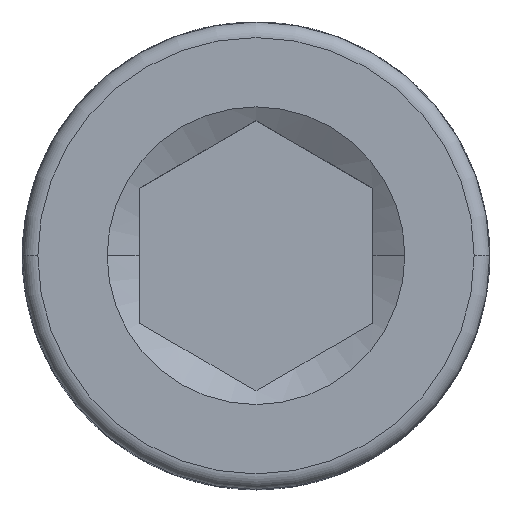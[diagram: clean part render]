
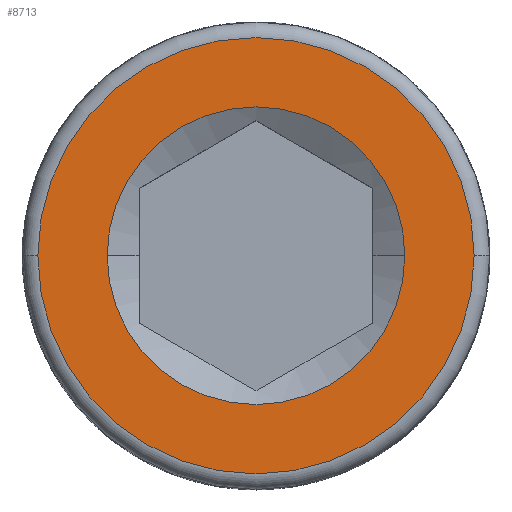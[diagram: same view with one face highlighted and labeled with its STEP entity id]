
A CAD part, top view. The second image highlights one B-rep face of the part: STEP entity #8713.
In plain terms, the highlighted planar face has unit normal (0, 0, 1).
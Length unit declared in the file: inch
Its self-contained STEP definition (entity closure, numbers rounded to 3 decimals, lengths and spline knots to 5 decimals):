
#914 = DIRECTION ( 'NONE',  ( -1., 0., 0. ) ) ;
#1050 = CARTESIAN_POINT ( 'NONE',  ( 0.175, 0., 0.375 ) ) ;
#1150 = AXIS2_PLACEMENT_3D ( 'NONE', #11913, #6676, #1190 ) ;
#1190 = DIRECTION ( 'NONE',  ( 1., 0., 0. ) ) ;
#1808 = VERTEX_POINT ( 'NONE', #8041 ) ;
#1998 = DIRECTION ( 'NONE',  ( 0., 0., -1. ) ) ;
#2017 = EDGE_CURVE ( 'NONE', #1808, #4278, #13919, .T. ) ;
#2058 = CARTESIAN_POINT ( 'NONE',  ( 0., 0., 0.375 ) ) ;
#3687 = FACE_OUTER_BOUND ( 'NONE', #10611, .T. ) ;
#4083 = AXIS2_PLACEMENT_3D ( 'NONE', #8265, #6211, #13685 ) ;
#4278 = VERTEX_POINT ( 'NONE', #7115 ) ;
#4384 = DIRECTION ( 'NONE',  ( 1., 0., 0. ) ) ;
#4620 = EDGE_LOOP ( 'NONE', ( #11038, #13501 ) ) ;
#4833 = VERTEX_POINT ( 'NONE', #5351 ) ;
#5326 = ORIENTED_EDGE ( 'NONE', *, *, #11285, .F. ) ;
#5341 = DIRECTION ( 'NONE',  ( -1., 0., 0. ) ) ;
#5351 = CARTESIAN_POINT ( 'NONE',  ( -0.175, 0., 0.375 ) ) ;
#5355 = DIRECTION ( 'NONE',  ( 0., 0., 1. ) ) ;
#6106 = CIRCLE ( 'NONE', #12103, 0.175 ) ;
#6211 = DIRECTION ( 'NONE',  ( 0., 0., 1. ) ) ;
#6676 = DIRECTION ( 'NONE',  ( 0., 0., 1. ) ) ;
#7115 = CARTESIAN_POINT ( 'NONE',  ( -0.11938, 0., 0.375 ) ) ;
#7256 = EDGE_CURVE ( 'NONE', #4278, #1808, #10219, .T. ) ;
#7657 = CARTESIAN_POINT ( 'NONE',  ( 0., 0., 0.375 ) ) ;
#8041 = CARTESIAN_POINT ( 'NONE',  ( 0.11938, 0., 0.375 ) ) ;
#8265 = CARTESIAN_POINT ( 'NONE',  ( 0., 0., 0.375 ) ) ;
#8713 = ADVANCED_FACE ( 'NONE', ( #8826, #3687 ), #9817, .T. ) ;
#8826 = FACE_BOUND ( 'NONE', #4620, .T. ) ;
#9430 = CIRCLE ( 'NONE', #10122, 0.175 ) ;
#9571 = VERTEX_POINT ( 'NONE', #1050 ) ;
#9582 = CARTESIAN_POINT ( 'NONE',  ( 0., 0., 0.375 ) ) ;
#9737 = DIRECTION ( 'NONE',  ( 0., 0., -1. ) ) ;
#9817 = PLANE ( 'NONE',  #1150 ) ;
#10122 = AXIS2_PLACEMENT_3D ( 'NONE', #2058, #9737, #914 ) ;
#10219 = CIRCLE ( 'NONE', #10829, 0.11938 ) ;
#10611 = EDGE_LOOP ( 'NONE', ( #5326, #13589 ) ) ;
#10829 = AXIS2_PLACEMENT_3D ( 'NONE', #7657, #5355, #4384 ) ;
#11038 = ORIENTED_EDGE ( 'NONE', *, *, #2017, .F. ) ;
#11285 = EDGE_CURVE ( 'NONE', #4833, #9571, #6106, .T. ) ;
#11913 = CARTESIAN_POINT ( 'NONE',  ( 0., 0.175, 0.375 ) ) ;
#12103 = AXIS2_PLACEMENT_3D ( 'NONE', #9582, #1998, #5341 ) ;
#13501 = ORIENTED_EDGE ( 'NONE', *, *, #7256, .F. ) ;
#13589 = ORIENTED_EDGE ( 'NONE', *, *, #13801, .F. ) ;
#13685 = DIRECTION ( 'NONE',  ( 1., 0., 0. ) ) ;
#13801 = EDGE_CURVE ( 'NONE', #9571, #4833, #9430, .T. ) ;
#13919 = CIRCLE ( 'NONE', #4083, 0.11938 ) ;
